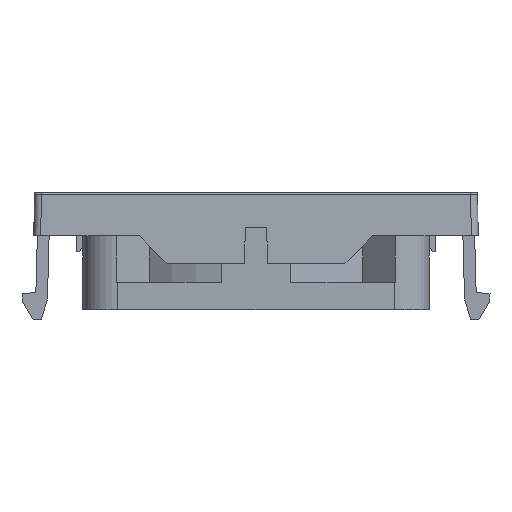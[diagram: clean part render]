
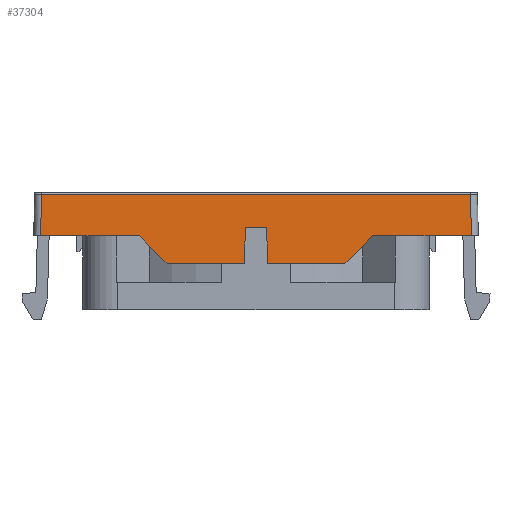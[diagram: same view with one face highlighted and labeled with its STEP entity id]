
A CAD part, front view. The second image highlights one B-rep face of the part: STEP entity #37304.
In plain terms, the highlighted planar face has unit normal (0, -1, 0.018).
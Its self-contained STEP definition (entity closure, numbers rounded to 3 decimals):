
#398 = VERTEX_POINT ( 'NONE', #6367 ) ;
#1610 = DIRECTION ( 'NONE',  ( -1., 0., 0. ) ) ;
#1794 = EDGE_CURVE ( 'NONE', #16064, #8602, #14804, .T. ) ;
#2087 = LINE ( 'NONE', #25420, #13062 ) ;
#3011 = AXIS2_PLACEMENT_3D ( 'NONE', #48603, #49161, #13907 ) ;
#3146 = EDGE_CURVE ( 'NONE', #21546, #3267, #49449, .T. ) ;
#3267 = VERTEX_POINT ( 'NONE', #4969 ) ;
#3365 = ORIENTED_EDGE ( 'NONE', *, *, #44079, .F. ) ;
#3542 = ORIENTED_EDGE ( 'NONE', *, *, #35399, .T. ) ;
#3997 = FACE_OUTER_BOUND ( 'NONE', #24008, .T. ) ;
#4969 = CARTESIAN_POINT ( 'NONE',  ( -1.554, -65.189, 73.859 ) ) ;
#6367 = CARTESIAN_POINT ( 'NONE',  ( -1.645, -65.28, 68.659 ) ) ;
#7782 = DIRECTION ( 'NONE',  ( -1., 0., 0. ) ) ;
#7860 = EDGE_CURVE ( 'NONE', #13007, #48679, #2087, .T. ) ;
#8095 = EDGE_CURVE ( 'NONE', #16064, #31936, #46016, .T. ) ;
#8602 = VERTEX_POINT ( 'NONE', #14543 ) ;
#8889 = LINE ( 'NONE', #49202, #11645 ) ;
#8938 = LINE ( 'NONE', #42883, #54189 ) ;
#9378 = ORIENTED_EDGE ( 'NONE', *, *, #43310, .T. ) ;
#10556 = CARTESIAN_POINT ( 'NONE',  ( 30.991, -65.091, 79.5 ) ) ;
#10590 = DIRECTION ( 'NONE',  ( -1., 0., 0. ) ) ;
#11164 = CARTESIAN_POINT ( 'NONE',  ( 0., -65.21, 72.659 ) ) ;
#11645 = VECTOR ( 'NONE', #40659, 1000. ) ;
#12229 = ORIENTED_EDGE ( 'NONE', *, *, #1794, .T. ) ;
#12242 = LINE ( 'NONE', #26459, #41784 ) ;
#13007 = VERTEX_POINT ( 'NONE', #34280 ) ;
#13062 = VECTOR ( 'NONE', #1610, 1000. ) ;
#13674 = CARTESIAN_POINT ( 'NONE',  ( -11.579, -65.302, 67.383 ) ) ;
#13907 = DIRECTION ( 'NONE',  ( 0., -0.017, -1. ) ) ;
#14543 = CARTESIAN_POINT ( 'NONE',  ( -12.855, -65.28, 68.659 ) ) ;
#14804 = LINE ( 'NONE', #13674, #53879 ) ;
#14896 = CARTESIAN_POINT ( 'NONE',  ( 1.645, -65.28, 68.659 ) ) ;
#14902 = ORIENTED_EDGE ( 'NONE', *, *, #16649, .T. ) ;
#15578 = VECTOR ( 'NONE', #10590, 1000. ) ;
#15952 = CARTESIAN_POINT ( 'NONE',  ( 1.554, -65.189, 73.859 ) ) ;
#16064 = VERTEX_POINT ( 'NONE', #43001 ) ;
#16484 = CARTESIAN_POINT ( 'NONE',  ( 31.11, -65.21, 72.659 ) ) ;
#16589 = LINE ( 'NONE', #30652, #52293 ) ;
#16649 = EDGE_CURVE ( 'NONE', #48679, #31936, #12242, .T. ) ;
#17319 = VERTEX_POINT ( 'NONE', #34295 ) ;
#19342 = CARTESIAN_POINT ( 'NONE',  ( 0., -65.21, 72.659 ) ) ;
#20573 = CARTESIAN_POINT ( 'NONE',  ( -31.005, -65.105, 78.664 ) ) ;
#21546 = VERTEX_POINT ( 'NONE', #15952 ) ;
#24008 = EDGE_LOOP ( 'NONE', ( #3542, #53104, #14902, #40288, #12229, #55440, #30069, #45434, #9378, #3365, #36271, #50358 ) ) ;
#24048 = LINE ( 'NONE', #54963, #40599 ) ;
#24850 = DIRECTION ( 'NONE',  ( 0.707, 0.012, 0.707 ) ) ;
#25216 = VERTEX_POINT ( 'NONE', #45102 ) ;
#25420 = CARTESIAN_POINT ( 'NONE',  ( 0., -65.105, 78.664 ) ) ;
#26391 = DIRECTION ( 'NONE',  ( 0.017, -0.017, -1. ) ) ;
#26459 = CARTESIAN_POINT ( 'NONE',  ( -30.991, -65.091, 79.5 ) ) ;
#26993 = CARTESIAN_POINT ( 'NONE',  ( 0., -65.28, 68.659 ) ) ;
#27401 = DIRECTION ( 'NONE',  ( -1., 0., 0. ) ) ;
#30069 = ORIENTED_EDGE ( 'NONE', *, *, #54359, .F. ) ;
#30652 = CARTESIAN_POINT ( 'NONE',  ( 1.492, -65.127, 77.438 ) ) ;
#31936 = VERTEX_POINT ( 'NONE', #37014 ) ;
#32305 = VECTOR ( 'NONE', #43551, 1000. ) ;
#34157 = VECTOR ( 'NONE', #27401, 1000. ) ;
#34280 = CARTESIAN_POINT ( 'NONE',  ( 31.005, -65.105, 78.664 ) ) ;
#34295 = CARTESIAN_POINT ( 'NONE',  ( 12.855, -65.28, 68.659 ) ) ;
#34440 = VERTEX_POINT ( 'NONE', #14896 ) ;
#34706 = CARTESIAN_POINT ( 'NONE',  ( 0., -65.189, 73.859 ) ) ;
#35399 = EDGE_CURVE ( 'NONE', #46863, #13007, #35843, .T. ) ;
#35843 = LINE ( 'NONE', #10556, #37994 ) ;
#36271 = ORIENTED_EDGE ( 'NONE', *, *, #43651, .T. ) ;
#37014 = CARTESIAN_POINT ( 'NONE',  ( -31.11, -65.21, 72.659 ) ) ;
#37304 = ADVANCED_FACE ( 'NONE', ( #3997 ), #44244, .T. ) ;
#37961 = EDGE_CURVE ( 'NONE', #398, #8602, #54006, .T. ) ;
#37994 = VECTOR ( 'NONE', #41309, 1000. ) ;
#40288 = ORIENTED_EDGE ( 'NONE', *, *, #8095, .F. ) ;
#40599 = VECTOR ( 'NONE', #24850, 1000. ) ;
#40659 = DIRECTION ( 'NONE',  ( -0.017, -0.017, -1. ) ) ;
#40892 = DIRECTION ( 'NONE',  ( -1., 0., 0. ) ) ;
#41309 = DIRECTION ( 'NONE',  ( -0.017, 0.017, 1. ) ) ;
#41784 = VECTOR ( 'NONE', #53144, 1000. ) ;
#42549 = VECTOR ( 'NONE', #40892, 1000. ) ;
#42883 = CARTESIAN_POINT ( 'NONE',  ( 0., -65.28, 68.659 ) ) ;
#43001 = CARTESIAN_POINT ( 'NONE',  ( -16.855, -65.21, 72.659 ) ) ;
#43310 = EDGE_CURVE ( 'NONE', #21546, #34440, #16589, .T. ) ;
#43551 = DIRECTION ( 'NONE',  ( -1., 0., 0. ) ) ;
#43651 = EDGE_CURVE ( 'NONE', #17319, #25216, #24048, .T. ) ;
#44079 = EDGE_CURVE ( 'NONE', #17319, #34440, #8938, .T. ) ;
#44244 = PLANE ( 'NONE',  #3011 ) ;
#45102 = CARTESIAN_POINT ( 'NONE',  ( 16.855, -65.21, 72.659 ) ) ;
#45434 = ORIENTED_EDGE ( 'NONE', *, *, #3146, .F. ) ;
#46016 = LINE ( 'NONE', #19342, #42549 ) ;
#46863 = VERTEX_POINT ( 'NONE', #16484 ) ;
#47168 = LINE ( 'NONE', #11164, #15578 ) ;
#47721 = EDGE_CURVE ( 'NONE', #46863, #25216, #47168, .T. ) ;
#48603 = CARTESIAN_POINT ( 'NONE',  ( 0., -65.1, 78.959 ) ) ;
#48679 = VERTEX_POINT ( 'NONE', #20573 ) ;
#49161 = DIRECTION ( 'NONE',  ( 0., -1., 0.017 ) ) ;
#49202 = CARTESIAN_POINT ( 'NONE',  ( -1.465, -65.1, 78.985 ) ) ;
#49449 = LINE ( 'NONE', #34706, #32305 ) ;
#50358 = ORIENTED_EDGE ( 'NONE', *, *, #47721, .F. ) ;
#52293 = VECTOR ( 'NONE', #26391, 1000. ) ;
#52785 = DIRECTION ( 'NONE',  ( 0.707, -0.012, -0.707 ) ) ;
#53104 = ORIENTED_EDGE ( 'NONE', *, *, #7860, .T. ) ;
#53144 = DIRECTION ( 'NONE',  ( -0.017, -0.017, -1. ) ) ;
#53879 = VECTOR ( 'NONE', #52785, 1000. ) ;
#54006 = LINE ( 'NONE', #26993, #34157 ) ;
#54189 = VECTOR ( 'NONE', #7782, 1000. ) ;
#54359 = EDGE_CURVE ( 'NONE', #3267, #398, #8889, .T. ) ;
#54963 = CARTESIAN_POINT ( 'NONE',  ( 11.579, -65.302, 67.383 ) ) ;
#55440 = ORIENTED_EDGE ( 'NONE', *, *, #37961, .F. ) ;
